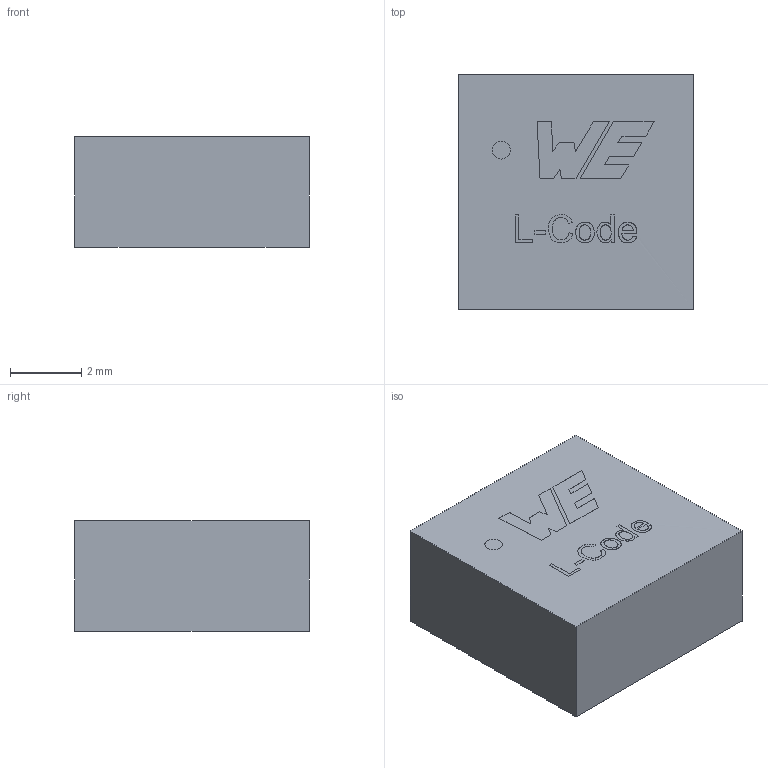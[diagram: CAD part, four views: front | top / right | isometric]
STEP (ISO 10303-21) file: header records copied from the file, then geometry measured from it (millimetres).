
FILE_DESCRIPTION(/* description */ ('Unknown'),/* implementation_level */ '2;1');
FILE_NAME(/* name */ 'L_Wurth_WE-MAPI-6030HT',/* time_stamp */ '2024-10-22T11:36:23+08:00',/* author */ ('Unknown'),/* organization */ ('Unknown'),/* preprocessor_version */ 'ST-DEVELOPER v16.7',/* originating_system */ 'Solid Edge',/* authorisation */ 'Unknown');
FILE_SCHEMA (('AUTOMOTIVE_DESIGN {1 0 10303 214 3 1 1}'));
Length unit declared in the file: millimetre
Products named in the file (2): L_Wurth_WE-MAPI-6030HT
Assembly tree (1 placements, depth 2):
  L_Wurth_WE-MAPI-6030HT
    L_Wurth_WE-MAPI-6030HT
Bounding box: 6.6 x 6.6 x 3.1 mm (x, y, z)
Volume: 135 mm3; surface area: 219.2 mm2
Topology: 3 solids, 4 shells, 90 faces, 207 edges, 137 vertices
Faces by surface type: plane 79, bspline 10, cylinder 1
Full cylindrical faces by diameter (mm): 0.5 x1
Entity records: 2812 total; most frequent: CARTESIAN_POINT 787, ORIENTED_EDGE 408, DIRECTION 350, EDGE_CURVE 204, LINE 182, VECTOR 182, VERTEX_POINT 137, EDGE_LOOP 105
